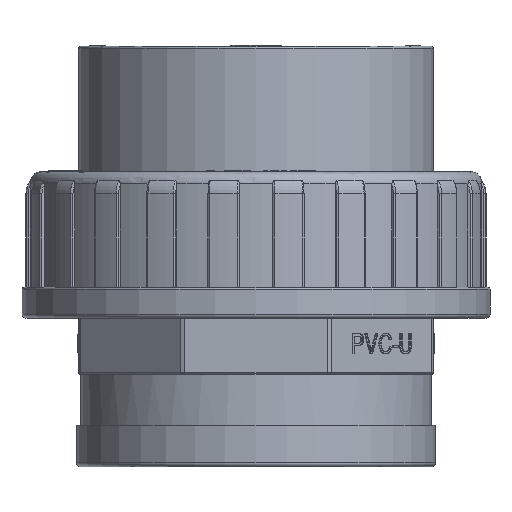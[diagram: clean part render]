
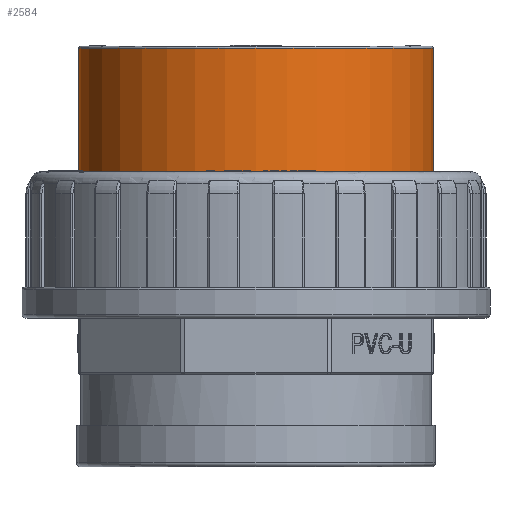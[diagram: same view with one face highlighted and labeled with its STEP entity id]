
A CAD part, front view. The second image highlights one B-rep face of the part: STEP entity #2584.
In plain terms, the highlighted cylindrical face has radius 45 mm (diameter 90 mm), a full revolution.
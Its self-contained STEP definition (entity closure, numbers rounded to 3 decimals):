
#2439=CYLINDRICAL_SURFACE('',#38822,45.);
#2584=ADVANCED_FACE('',(#10789,#10790),#2439,.T.);
#10444=CIRCLE('',#38820,45.);
#10445=CIRCLE('',#38821,45.);
#10789=FACE_BOUND('',#11014,.T.);
#10790=FACE_BOUND('',#11015,.T.);
#11014=EDGE_LOOP('',(#13793));
#11015=EDGE_LOOP('',(#13794));
#13793=ORIENTED_EDGE('',*,*,#29556,.T.);
#13794=ORIENTED_EDGE('',*,*,#29557,.T.);
#25617=VERTEX_POINT('',#50890);
#25618=VERTEX_POINT('',#50892);
#29556=EDGE_CURVE('',#25617,#25617,#10444,.T.);
#29557=EDGE_CURVE('',#25618,#25618,#10445,.T.);
#38820=AXIS2_PLACEMENT_3D('',#50889,#41014,#41015);
#38821=AXIS2_PLACEMENT_3D('',#50891,#41016,#41017);
#38822=AXIS2_PLACEMENT_3D('',#50893,#41018,#41019);
#41014=DIRECTION('',(0.,0.,-1.));
#41015=DIRECTION('',(1.,0.,0.));
#41016=DIRECTION('',(0.,0.,1.));
#41017=DIRECTION('',(1.,0.,0.));
#41018=DIRECTION('',(0.,0.,1.));
#41019=DIRECTION('',(1.,0.,0.));
#50889=CARTESIAN_POINT('',(0.,154.,69.9));
#50890=CARTESIAN_POINT('',(45.,154.,69.9));
#50891=CARTESIAN_POINT('',(0.,154.,30.4));
#50892=CARTESIAN_POINT('',(45.,154.,30.4));
#50893=CARTESIAN_POINT('',(0.,154.,30.4));
